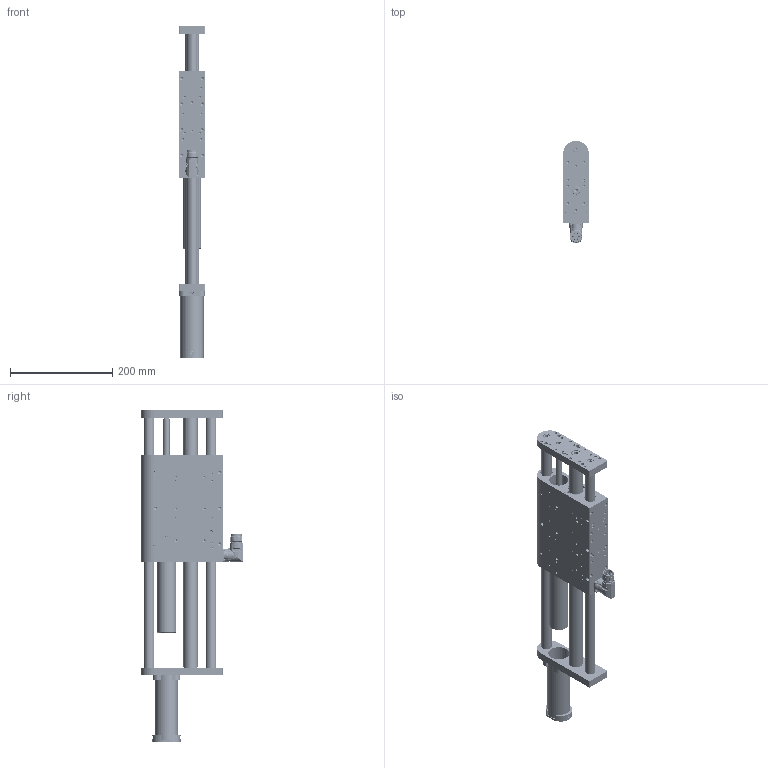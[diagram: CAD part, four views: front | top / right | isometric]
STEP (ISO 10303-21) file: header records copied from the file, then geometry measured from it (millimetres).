
FILE_DESCRIPTION (( 'STEP AP214' ), '1' );
FILE_NAME ('0186-2164_250417_DM03-48x150G-HP-C-275_CS10_MSxx.STEP', '2025-04-17T08:07:54', ( '' ), ( '' ), 'SwSTEP 2.0', 'SolidWorks 2024', '' );
FILE_SCHEMA (( 'AUTOMOTIVE_DESIGN' ));
Length unit declared in the file: millimetre
Products named in the file (29): 0150-3081_MC01-Cw!m_GANZ; DSB03k-48x209_V1; 0186-2164_250417_DM03-48x150G-HP-C-275_CS10_MSxx; 0180-2768_DM03k-48-V; DM03h-48x150G-HP-C-275_V1; 0180-4129_DM03k-48-KAS; 0186-1865_MS01-37x305-PR_MS01-R37x305; 123742; 0250-0123_MA01-PR01-DH-4.9_MA01-PR01-DH-4.9; 0180-3310_DM03k-48-MSH; 0230-0332_Lins.-Schr_I-6rd_M2.5x6_INOX-Tuf1; 0230-0187_zyl.-schr._i-6kt_M5x12_8.8_v-b; 0230-1116_Zyl.-Schr._I-6kt_M8x18_8.8_v-b; 0160-0624_Lins.-Schr_I-6rd_M2.5x12_INOX; 0186-0062_ML01-12x370!320_ML01-12x370!320; 0230-1198_Gew.-Stift_I-6kt_K-k_M6x6_v-b; 0230-0192_Zyl.-Schr_I-6kt_n-K_M10x20_8.8_v-b; 0180-2702_DM03k-SD45; 0230-0692_Linearkugellager_LBBR 20-LS-LGFP; DL01h-20x14x...-2xM16_DL01h-20x14x492-2xM16; 0230-0945_zyl.-schr._i-6kt_M4x5_8.8_v-b; 0180-2703_DM03k-SR45x..._DM03k-SR45x126; 0230-1041_Senk.-Schr_I-6kt_M4x6_10.9_v-b; 0186-1538_PL01-28x500!450-HP-SF_PL01-28x500!450-HP-SF; 0180-2696_DM01k-48-AGS; 0160-1885_PAW01-28-LF_PAW01-28; 147522_1; 0230-0973_Gew.-Stift_I-6kt_R-sch_M6x6_INOX; DL03-48x150-HP-C-275_MSxx
Assembly tree (52 placements, depth 4):
  0186-2164_250417_DM03-48x150G-HP-C-275_CS10_MSxx
    DM03h-48x150G-HP-C-275_V1
      DSB03k-48x209_V1
      0180-4129_DM03k-48-KAS
      0230-0692_Linearkugellager_LBBR 20-LS-LGFP  x4
      0150-3081_MC01-Cw!m_GANZ
        123742
        147522_1
      0180-2696_DM01k-48-AGS
      0230-0973_Gew.-Stift_I-6kt_R-sch_M6x6_INOX  x10
      0230-0332_Lins.-Schr_I-6rd_M2.5x6_INOX-Tuf1  x2
      0160-0624_Lins.-Schr_I-6rd_M2.5x12_INOX  x2
      0160-1885_PAW01-28-LF_PAW01-28  x2
      0186-1865_MS01-37x305-PR_MS01-R37x305
      0230-1198_Gew.-Stift_I-6kt_K-k_M6x6_v-b  x4
    DL03-48x150-HP-C-275_MSxx
      0186-1538_PL01-28x500!450-HP-SF_PL01-28x500!450-HP-SF
      DL01h-20x14x...-2xM16_DL01h-20x14x492-2xM16  x2
      0180-3310_DM03k-48-MSH
      0180-2768_DM03k-48-V
      0186-0062_ML01-12x370!320_ML01-12x370!320
      0250-0123_MA01-PR01-DH-4.9_MA01-PR01-DH-4.9
      0230-1116_Zyl.-Schr._I-6kt_M8x18_8.8_v-b  x4
      0230-0192_Zyl.-Schr_I-6kt_n-K_M10x20_8.8_v-b
      0230-0187_zyl.-schr._i-6kt_M5x12_8.8_v-b
      0180-2703_DM03k-SR45x..._DM03k-SR45x126
      0180-2702_DM03k-SD45
      0230-1041_Senk.-Schr_I-6kt_M4x6_10.9_v-b  x2
      0230-0945_zyl.-schr._i-6kt_M4x5_8.8_v-b  x2
Bounding box: 50 x 199.62 x 648.5 mm (x, y, z)
Volume: 2303414.4 mm3; surface area: 520802 mm2
Topology: 54 solids, 54 shells, 4315 faces, 10766 edges, 6700 vertices
Faces by surface type: plane 1559, cylinder 997, bspline 837, cone 798, torus 110, sphere 14
Full cylindrical faces by diameter (mm): 1 x10, 1.2 x5, 1.5 x5, 1.8 x5, 2 x8, 2.05 x4, 2.4 x2, 2.6 x4, 2.7 x4, 2.8 x5, 2.9 x4, 3 x1, 3.1 x50, 3.3 x10, 4 x12, 4.2 x4, 4.3 x2, 4.5 x6, 5 x71, 6 x71, 6.6 x6, 6.8 x17, 7 x2, 7.53 x2, 8 x54, 8.4 x4, 8.5 x3, 10 x16, 10.5 x1, 11 x6
Entity records: 154016 total; most frequent: CARTESIAN_POINT 64977, ORIENTED_EDGE 15298, DIRECTION 11895, EDGE_CURVE 7649, VERTEX_POINT 5147, AXIS2_PLACEMENT_3D 4280, EDGE_LOOP 4180, FACE_OUTER_BOUND 3614
